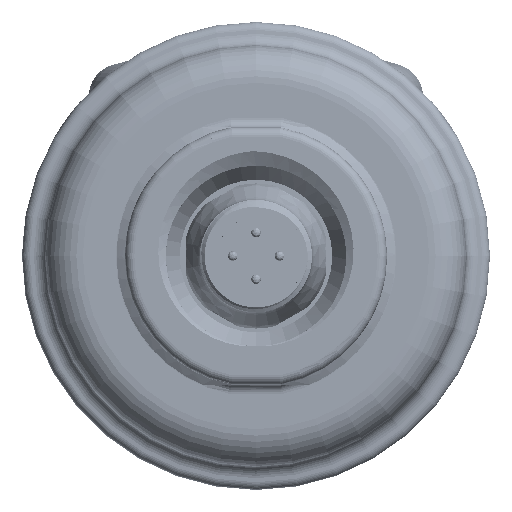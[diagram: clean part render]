
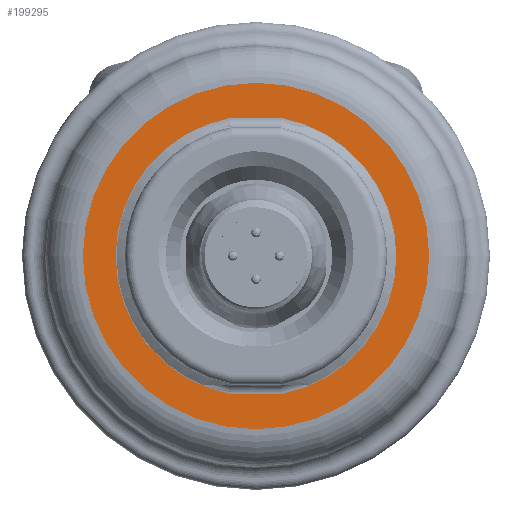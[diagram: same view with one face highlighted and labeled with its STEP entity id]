
A CAD part, front view. The second image highlights one B-rep face of the part: STEP entity #199295.
In plain terms, the highlighted planar face has unit normal (0, -1, 0).
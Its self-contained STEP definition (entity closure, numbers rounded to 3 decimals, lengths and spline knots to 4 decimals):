
#108415=CARTESIAN_POINT('',(0.,-0.1181,0.));
#108416=DIRECTION('',(0.,-1.,0.));
#108417=DIRECTION('',(0.,0.,-1.));
#108418=AXIS2_PLACEMENT_3D('',#108415,#108416,#108417);
#108420=CARTESIAN_POINT('',(0.,-0.1181,0.));
#108421=DIRECTION('',(0.,-1.,0.));
#108422=DIRECTION('',(0.,0.,1.));
#108423=AXIS2_PLACEMENT_3D('',#108420,#108421,#108422);
#108425=CARTESIAN_POINT('',(0.,-0.1181,0.));
#108426=DIRECTION('',(0.,-1.,0.));
#108427=DIRECTION('',(-0.182,0.,0.983));
#108428=AXIS2_PLACEMENT_3D('',#108425,#108426,#108427);
#108430=DIRECTION('',(1.,0.,0.));
#108431=VECTOR('',#108430,0.2147);
#108432=CARTESIAN_POINT('',(-0.1074,-0.1181,
-0.5807));
#108433=LINE('',#108432,#108431);
#108434=CARTESIAN_POINT('',(0.,-0.1181,0.));
#108435=DIRECTION('',(0.,-1.,0.));
#108436=DIRECTION('',(0.182,0.,-0.983));
#108437=AXIS2_PLACEMENT_3D('',#108434,#108435,#108436);
#108439=DIRECTION('',(-1.,0.,0.));
#108440=VECTOR('',#108439,0.2147);
#108441=CARTESIAN_POINT('',(0.1074,-0.1181,
0.5807));
#108442=LINE('',#108441,#108440);
#144752=CARTESIAN_POINT('',(-0.1074,-0.1181,
0.5807));
#144753=CARTESIAN_POINT('',(-0.1074,-0.1181,
-0.5807));
#144754=VERTEX_POINT('',#144752);
#144755=VERTEX_POINT('',#144753);
#144760=CARTESIAN_POINT('',(0.1074,-0.1181,
-0.5807));
#144761=CARTESIAN_POINT('',(0.1074,-0.1181,
0.5807));
#144762=VERTEX_POINT('',#144760);
#144763=VERTEX_POINT('',#144761);
#145101=CARTESIAN_POINT('',(0.,-0.1181,-0.7283));
#145102=CARTESIAN_POINT('',(0.,-0.1181,0.7283));
#145103=VERTEX_POINT('',#145101);
#145104=VERTEX_POINT('',#145102);
#199275=CARTESIAN_POINT('',(0.,-0.1181,0.));
#199276=DIRECTION('',(0.,-1.,0.));
#199277=DIRECTION('',(0.,0.,1.));
#199278=AXIS2_PLACEMENT_3D('',#199275,#199276,#199277);
#199279=PLANE('',#199278);
#199280=ORIENTED_EDGE('',*,*,#199265,.F.);
#199282=ORIENTED_EDGE('',*,*,#199281,.F.);
#199283=EDGE_LOOP('',(#199280,#199282));
#199284=FACE_OUTER_BOUND('',#199283,.F.);
#199286=ORIENTED_EDGE('',*,*,#199285,.T.);
#199288=ORIENTED_EDGE('',*,*,#199287,.T.);
#199290=ORIENTED_EDGE('',*,*,#199289,.T.);
#199292=ORIENTED_EDGE('',*,*,#199291,.T.);
#199293=EDGE_LOOP('',(#199286,#199288,#199290,#199292));
#199294=FACE_BOUND('',#199293,.F.);
#199295=ADVANCED_FACE('',(#199284,#199294),#199279,.T.);
#108419=CIRCLE('',#108418,0.7283);
#108424=CIRCLE('',#108423,0.7283);
#108429=CIRCLE('',#108428,0.5906);
#108438=CIRCLE('',#108437,0.5906);
#199265=EDGE_CURVE('',#145103,#145104,#108419,.T.);
#199281=EDGE_CURVE('',#145104,#145103,#108424,.T.);
#199285=EDGE_CURVE('',#144754,#144755,#108429,.T.);
#199287=EDGE_CURVE('',#144755,#144762,#108433,.T.);
#199289=EDGE_CURVE('',#144762,#144763,#108438,.T.);
#199291=EDGE_CURVE('',#144763,#144754,#108442,.T.);
